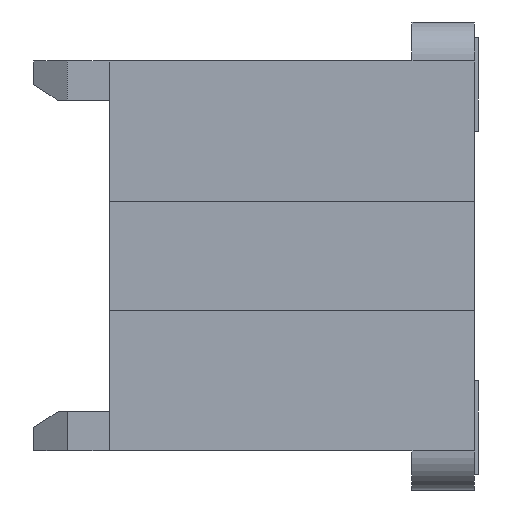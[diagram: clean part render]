
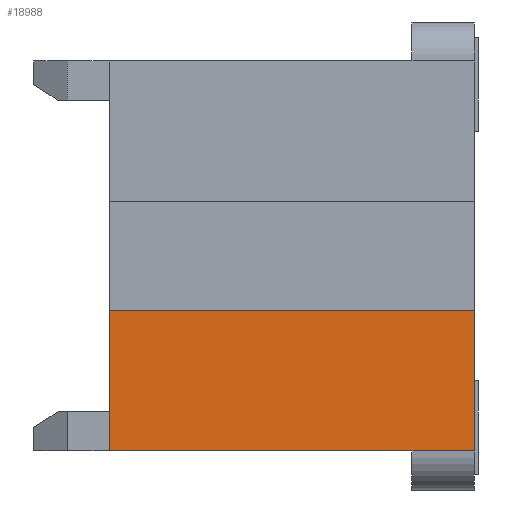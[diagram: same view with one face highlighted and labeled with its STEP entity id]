
A CAD part, left-side view. The second image highlights one B-rep face of the part: STEP entity #18988.
In plain terms, the highlighted planar face has unit normal (-1, 0, 0).
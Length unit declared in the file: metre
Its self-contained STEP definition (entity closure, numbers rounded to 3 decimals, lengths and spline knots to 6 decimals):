
#5396=ORIENTED_EDGE('',*,*,#7699,.F.);
#5397=ORIENTED_EDGE('',*,*,#8013,.T.);
#5398=ORIENTED_EDGE('',*,*,#8115,.T.);
#5399=ORIENTED_EDGE('',*,*,#8116,.F.);
#5400=ORIENTED_EDGE('',*,*,#8117,.F.);
#7699=EDGE_CURVE('',#9665,#9666,#12086,.T.);
#8013=EDGE_CURVE('',#9665,#8134,#12380,.T.);
#8115=EDGE_CURVE('',#8134,#9844,#12481,.T.);
#8116=EDGE_CURVE('',#9845,#9844,#12482,.T.);
#8117=EDGE_CURVE('',#9666,#9845,#12483,.T.);
#8134=VERTEX_POINT('',#24695);
#9665=VERTEX_POINT('',#29272);
#9666=VERTEX_POINT('',#29274);
#9844=VERTEX_POINT('',#30027);
#9845=VERTEX_POINT('',#30031);
#12086=LINE('',#29273,#14729);
#12380=LINE('',#29862,#15023);
#12481=LINE('',#30028,#15124);
#12482=LINE('',#30030,#15125);
#12483=LINE('',#30032,#15126);
#14729=VECTOR('',#23892,1.);
#15023=VECTOR('',#24442,1.);
#15124=VECTOR('',#24649,1.);
#15125=VECTOR('',#24652,1.);
#15126=VECTOR('',#24653,1.);
#16103=EDGE_LOOP('',(#5396,#5397,#5398,#5399,#5400));
#17078=FACE_BOUND('',#16103,.T.);
#18020=PLANE('',#20009);
#18988=ADVANCED_FACE('',(#17078),#18020,.F.);
#20009=AXIS2_PLACEMENT_3D('',#30029,#24650,#24651);
#23892=DIRECTION('',(0.,0.,1.));
#24442=DIRECTION('',(0.,-1.,0.));
#24649=DIRECTION('',(0.,-1.,0.));
#24650=DIRECTION('',(1.,0.,0.));
#24651=DIRECTION('',(0.,0.,1.));
#24652=DIRECTION('',(0.,0.,-1.));
#24653=DIRECTION('',(0.,-1.,0.));
#24695=CARTESIAN_POINT('',(-0.0189,0.0008,-0.0025));
#29272=CARTESIAN_POINT('',(-0.0189,0.00468,-0.0025));
#29273=CARTESIAN_POINT('',(-0.0189,0.00468,0.));
#29274=CARTESIAN_POINT('',(-0.0189,0.00468,-0.0007));
#29862=CARTESIAN_POINT('',(-0.0189,0.00244,-0.0025));
#30027=CARTESIAN_POINT('',(-0.0189,0.,-0.0025));
#30028=CARTESIAN_POINT('',(-0.0189,0.000812,-0.0025));
#30029=CARTESIAN_POINT('',(-0.0189,0.00244,0.0016));
#30030=CARTESIAN_POINT('',(-0.0189,0.,0.));
#30031=CARTESIAN_POINT('',(-0.0189,0.,-0.0007));
#30032=CARTESIAN_POINT('',(-0.0189,0.00244,-0.0007));
